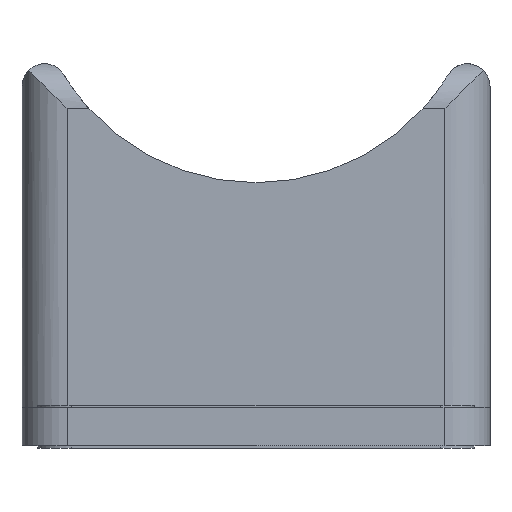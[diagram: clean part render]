
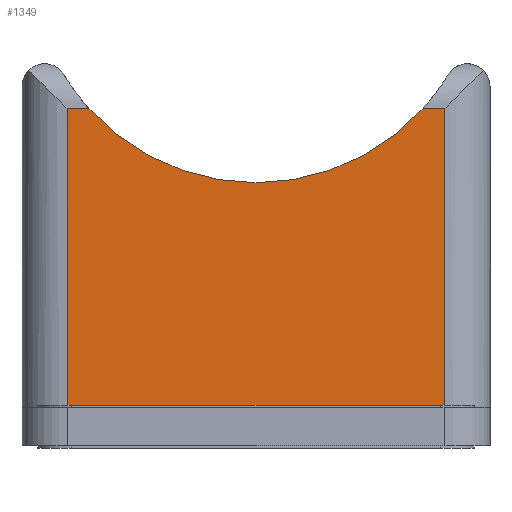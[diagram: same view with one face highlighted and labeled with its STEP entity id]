
A CAD part, front view. The second image highlights one B-rep face of the part: STEP entity #1349.
In plain terms, the highlighted planar face has unit normal (0, -1, 0).
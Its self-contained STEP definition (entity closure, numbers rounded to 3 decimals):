
#24=PLANE('',#1420);
#61=CIRCLE('',#1421,10.);
#124=LINE('',#1887,#221);
#126=LINE('',#1928,#223);
#127=LINE('',#1930,#224);
#128=LINE('',#1932,#225);
#129=LINE('',#1934,#226);
#221=VECTOR('',#1564,1000.);
#223=VECTOR('',#1574,1000.);
#224=VECTOR('',#1575,1000.);
#225=VECTOR('',#1576,1000.);
#226=VECTOR('',#1577,1000.);
#341=ORIENTED_EDGE('',*,*,#627,.F.);
#342=ORIENTED_EDGE('',*,*,#628,.T.);
#343=ORIENTED_EDGE('',*,*,#629,.T.);
#344=ORIENTED_EDGE('',*,*,#630,.T.);
#345=ORIENTED_EDGE('',*,*,#631,.F.);
#346=ORIENTED_EDGE('',*,*,#621,.T.);
#621=EDGE_CURVE('',#765,#763,#124,.T.);
#627=EDGE_CURVE('',#769,#763,#61,.F.);
#628=EDGE_CURVE('',#769,#770,#126,.T.);
#629=EDGE_CURVE('',#770,#771,#127,.T.);
#630=EDGE_CURVE('',#771,#772,#128,.T.);
#631=EDGE_CURVE('',#765,#772,#129,.T.);
#763=VERTEX_POINT('',#1885);
#765=VERTEX_POINT('',#1888);
#769=VERTEX_POINT('',#1927);
#770=VERTEX_POINT('',#1929);
#771=VERTEX_POINT('',#1931);
#772=VERTEX_POINT('',#1933);
#833=EDGE_LOOP('',(#341,#342,#343,#344,#345,#346));
#897=FACE_BOUND('',#833,.T.);
#1349=ADVANCED_FACE('',(#897),#24,.F.);
#1420=AXIS2_PLACEMENT_3D('',#1925,#1570,#1571);
#1421=AXIS2_PLACEMENT_3D('',#1926,#1572,#1573);
#1564=DIRECTION('',(-1.,0.,0.));
#1570=DIRECTION('',(0.,1.,0.));
#1571=DIRECTION('',(0.,0.,1.));
#1572=DIRECTION('',(0.,1.,0.));
#1573=DIRECTION('',(0.,0.,1.));
#1574=DIRECTION('',(-1.,0.,0.));
#1575=DIRECTION('',(0.,0.,-1.));
#1576=DIRECTION('',(1.,0.,0.));
#1577=DIRECTION('',(0.,0.,-1.));
#1885=CARTESIAN_POINT('',(7.424,14.7,15.));
#1887=CARTESIAN_POINT('',(14.9,14.7,15.));
#1888=CARTESIAN_POINT('',(8.4,14.7,15.));
#1925=CARTESIAN_POINT('',(-8.4,14.7,17.));
#1926=CARTESIAN_POINT('',(0.,14.7,21.7));
#1927=CARTESIAN_POINT('',(-7.424,14.7,15.));
#1928=CARTESIAN_POINT('',(14.9,14.7,15.));
#1929=CARTESIAN_POINT('',(-8.4,14.7,15.));
#1930=CARTESIAN_POINT('',(-8.4,14.7,17.));
#1931=CARTESIAN_POINT('',(-8.4,14.7,1.7));
#1932=CARTESIAN_POINT('',(-8.4,14.7,1.7));
#1933=CARTESIAN_POINT('',(8.4,14.7,1.7));
#1934=CARTESIAN_POINT('',(8.4,14.7,17.));
